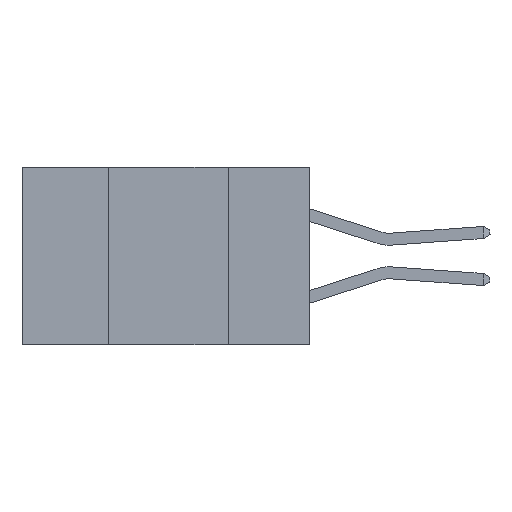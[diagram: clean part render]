
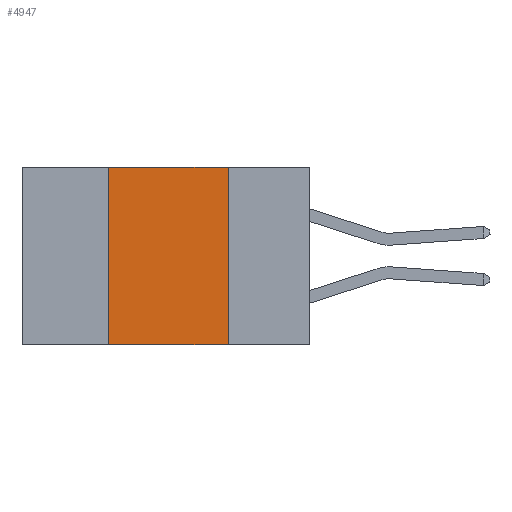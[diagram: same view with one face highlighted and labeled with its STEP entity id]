
A CAD part, left-side view. The second image highlights one B-rep face of the part: STEP entity #4947.
In plain terms, the highlighted planar face has unit normal (-1, 0, 0).
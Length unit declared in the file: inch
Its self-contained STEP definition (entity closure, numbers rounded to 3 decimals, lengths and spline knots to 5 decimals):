
#183 = ORIENTED_EDGE ( 'NONE', *, *, #3945, .F. ) ;
#770 = EDGE_CURVE ( 'NONE', #7208, #2913, #11043, .T. ) ;
#1408 = CARTESIAN_POINT ( 'NONE',  ( 0., 0.6, -0.37 ) ) ;
#2134 = ORIENTED_EDGE ( 'NONE', *, *, #2578, .F. ) ;
#2327 = CARTESIAN_POINT ( 'NONE',  ( 0., 0.42, 0. ) ) ;
#2554 = VERTEX_POINT ( 'NONE', #12945 ) ;
#2578 = EDGE_CURVE ( 'NONE', #2554, #2913, #8266, .T. ) ;
#2591 = CARTESIAN_POINT ( 'NONE',  ( 0., 0.6, 0. ) ) ;
#2913 = VERTEX_POINT ( 'NONE', #12660 ) ;
#3071 = LINE ( 'NONE', #2327, #13969 ) ;
#3294 = VECTOR ( 'NONE', #5493, 39.37008 ) ;
#3332 = CARTESIAN_POINT ( 'NONE',  ( 0., 0.42, -0.37 ) ) ;
#3459 = DIRECTION ( 'NONE',  ( 0., -1., 0. ) ) ;
#3895 = DIRECTION ( 'NONE',  ( 1., 0., 0. ) ) ;
#3945 = EDGE_CURVE ( 'NONE', #5808, #2554, #12495, .T. ) ;
#4947 = ADVANCED_FACE ( 'NONE', ( #7197 ), #12541, .F. ) ;
#5263 = VECTOR ( 'NONE', #3459, 39.37008 ) ;
#5316 = EDGE_CURVE ( 'NONE', #7208, #5808, #3071, .T. ) ;
#5445 = CARTESIAN_POINT ( 'NONE',  ( 0., 0.17, 0. ) ) ;
#5447 = CARTESIAN_POINT ( 'NONE',  ( 0., 0.42, 0. ) ) ;
#5493 = DIRECTION ( 'NONE',  ( 0., 0., -1. ) ) ;
#5746 = ORIENTED_EDGE ( 'NONE', *, *, #770, .T. ) ;
#5808 = VERTEX_POINT ( 'NONE', #5447 ) ;
#5818 = DIRECTION ( 'NONE',  ( 0., -1., 0. ) ) ;
#6205 = VECTOR ( 'NONE', #5818, 39.37008 ) ;
#6841 = EDGE_LOOP ( 'NONE', ( #2134, #183, #10991, #5746 ) ) ;
#7197 = FACE_OUTER_BOUND ( 'NONE', #6841, .T. ) ;
#7208 = VERTEX_POINT ( 'NONE', #3332 ) ;
#7227 = DIRECTION ( 'NONE',  ( 0., 0., -1. ) ) ;
#8266 = LINE ( 'NONE', #5445, #3294 ) ;
#8519 = AXIS2_PLACEMENT_3D ( 'NONE', #13726, #3895, #7227 ) ;
#9027 = DIRECTION ( 'NONE',  ( 0., 0., 1. ) ) ;
#10991 = ORIENTED_EDGE ( 'NONE', *, *, #5316, .F. ) ;
#11043 = LINE ( 'NONE', #1408, #5263 ) ;
#12495 = LINE ( 'NONE', #2591, #6205 ) ;
#12541 = PLANE ( 'NONE',  #8519 ) ;
#12660 = CARTESIAN_POINT ( 'NONE',  ( 0., 0.17, -0.37 ) ) ;
#12945 = CARTESIAN_POINT ( 'NONE',  ( 0., 0.17, 0. ) ) ;
#13726 = CARTESIAN_POINT ( 'NONE',  ( 0., 0.6, 0. ) ) ;
#13969 = VECTOR ( 'NONE', #9027, 39.37008 ) ;
